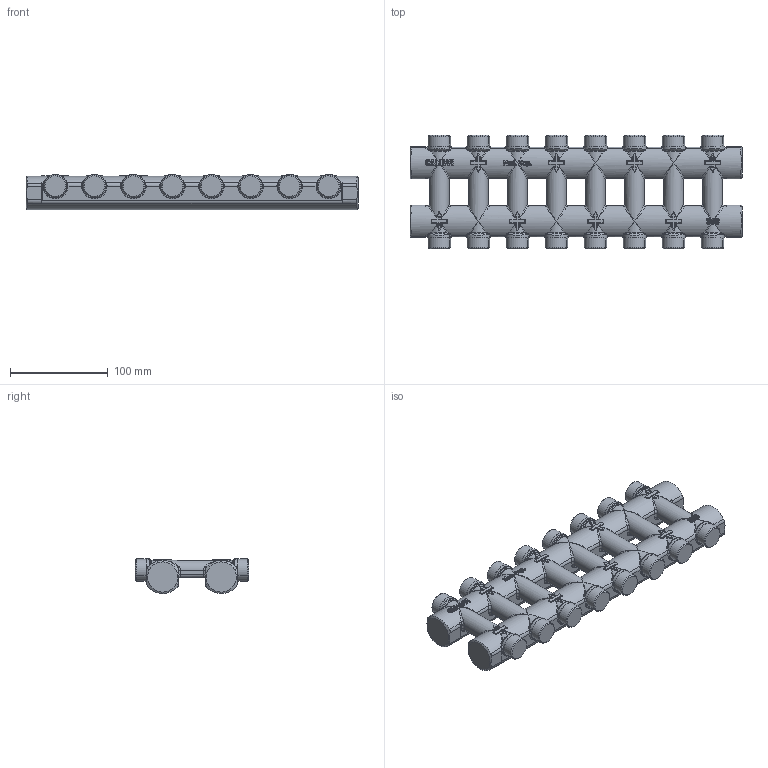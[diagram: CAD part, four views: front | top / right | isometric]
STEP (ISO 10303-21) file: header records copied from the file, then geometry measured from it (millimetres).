
FILE_DESCRIPTION(('CATIA V5 STEP Exchange','CAx-IF Rec.Pracs.--- Model Styling and Organization---1.5--- 2016-08-15','CAx-IF Rec.Pracs.---Supplemental Geometry---1.0---2011-11-01','CAx-IF Rec.Pracs.--- Composite Materials ---3.4---2017-06-13','CAx-IF Rec.Pracs.---Tessellated 3D Geometry---1.0---2015-12-17'),'2;1');
FILE_NAME('STEP_356508_-_TST.stp','2022-12-19T13:34:02+00:00',('none'),('none'),'CATIA Version 5-6 Release 2020 SP5','CATIA V5 STEP AP242 v2','none');
FILE_SCHEMA(('AP242_MANAGED_MODEL_BASED_3D_ENGINEERING_MIM_LF {1 0 10303 442 1 1 4}'));
Products named in the file (1): 356508 - TST
Bounding box: 340 x 116 x 35.97 mm (x, y, z)
Volume: 797771 mm3; surface area: 105161.2 mm2
Topology: 1 solids, 1 shells, 3039 faces, 7088 edges, 3723 vertices
Faces by surface type: bspline 991, cylinder 938, plane 355, torus 347, sphere 265, extrusion 103, cone 40
Entity records: 172329 total; most frequent: CARTESIAN_POINT 116865, ORIENTED_EDGE 13476, DIRECTION 7121, EDGE_CURVE 6738, VERTEX_POINT 3723, AXIS2_PLACEMENT_3D 3654, B_SPLINE_CURVE_WITH_KNOTS 3101, EDGE_LOOP 3075
